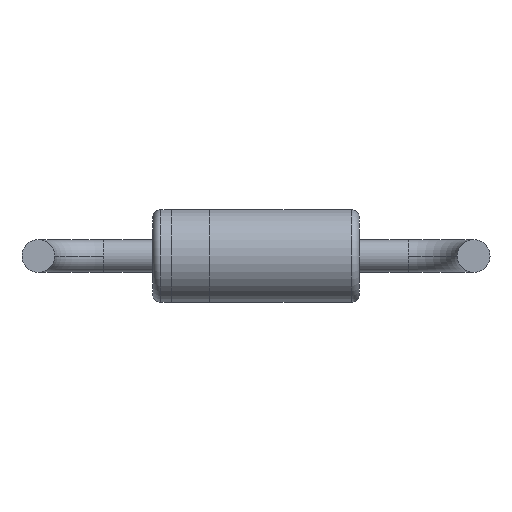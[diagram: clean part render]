
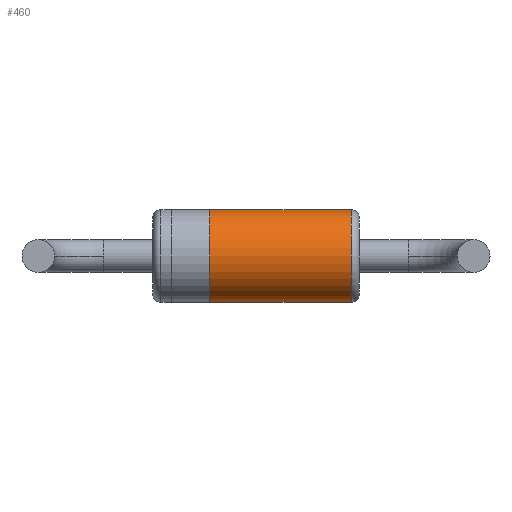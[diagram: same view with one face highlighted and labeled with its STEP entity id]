
A CAD part, front view. The second image highlights one B-rep face of the part: STEP entity #460.
In plain terms, the highlighted cylindrical face has radius 0.85 mm (diameter 1.7 mm), a partial arc.
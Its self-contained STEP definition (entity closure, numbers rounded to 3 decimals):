
#4 = DIRECTION ( 'NONE',  ( -1., 0., 0. ) ) ;
#54 = VECTOR ( 'NONE', #4, 1000. ) ;
#71 = CARTESIAN_POINT ( 'NONE',  ( 1.75, 0.85, -0.85 ) ) ;
#76 = VECTOR ( 'NONE', #747, 1000. ) ;
#160 = DIRECTION ( 'NONE',  ( -1., 0., 0. ) ) ;
#168 = CARTESIAN_POINT ( 'NONE',  ( -0.85, 0.85, 0.85 ) ) ;
#242 = DIRECTION ( 'NONE',  ( -1., 0., 0. ) ) ;
#267 = EDGE_LOOP ( 'NONE', ( #280, #617, #608, #674 ) ) ;
#272 = CARTESIAN_POINT ( 'NONE',  ( 1.75, 0.85, 0.85 ) ) ;
#280 = ORIENTED_EDGE ( 'NONE', *, *, #367, .F. ) ;
#342 = EDGE_CURVE ( 'NONE', #673, #961, #724, .T. ) ;
#367 = EDGE_CURVE ( 'NONE', #722, #673, #743, .T. ) ;
#381 = CYLINDRICAL_SURFACE ( 'NONE', #1026, 0.85 ) ;
#410 = LINE ( 'NONE', #630, #76 ) ;
#442 = CARTESIAN_POINT ( 'NONE',  ( 1.75, 0.85, 0. ) ) ;
#460 = ADVANCED_FACE ( 'NONE', ( #744 ), #381, .T. ) ;
#479 = CARTESIAN_POINT ( 'NONE',  ( -1.9, 0.85, -0.85 ) ) ;
#503 = CARTESIAN_POINT ( 'NONE',  ( -0.85, 0.85, 0. ) ) ;
#504 = EDGE_CURVE ( 'NONE', #962, #961, #410, .T. ) ;
#542 = DIRECTION ( 'NONE',  ( 0., 0., 1. ) ) ;
#560 = DIRECTION ( 'NONE',  ( 0., 0., -1. ) ) ;
#592 = CARTESIAN_POINT ( 'NONE',  ( -1.9, 0.85, 0. ) ) ;
#594 = AXIS2_PLACEMENT_3D ( 'NONE', #442, #242, #560 ) ;
#608 = ORIENTED_EDGE ( 'NONE', *, *, #504, .T. ) ;
#617 = ORIENTED_EDGE ( 'NONE', *, *, #738, .T. ) ;
#630 = CARTESIAN_POINT ( 'NONE',  ( -1.9, 0.85, 0.85 ) ) ;
#673 = VERTEX_POINT ( 'NONE', #1013 ) ;
#674 = ORIENTED_EDGE ( 'NONE', *, *, #342, .F. ) ;
#722 = VERTEX_POINT ( 'NONE', #71 ) ;
#724 = CIRCLE ( 'NONE', #925, 0.85 ) ;
#738 = EDGE_CURVE ( 'NONE', #722, #962, #767, .T. ) ;
#743 = LINE ( 'NONE', #479, #54 ) ;
#744 = FACE_OUTER_BOUND ( 'NONE', #267, .T. ) ;
#746 = DIRECTION ( 'NONE',  ( -1., 0., 0. ) ) ;
#747 = DIRECTION ( 'NONE',  ( -1., 0., 0. ) ) ;
#767 = CIRCLE ( 'NONE', #594, 0.85 ) ;
#828 = DIRECTION ( 'NONE',  ( 0., 0., 1. ) ) ;
#925 = AXIS2_PLACEMENT_3D ( 'NONE', #503, #746, #828 ) ;
#961 = VERTEX_POINT ( 'NONE', #168 ) ;
#962 = VERTEX_POINT ( 'NONE', #272 ) ;
#1013 = CARTESIAN_POINT ( 'NONE',  ( -0.85, 0.85, -0.85 ) ) ;
#1026 = AXIS2_PLACEMENT_3D ( 'NONE', #592, #160, #542 ) ;
